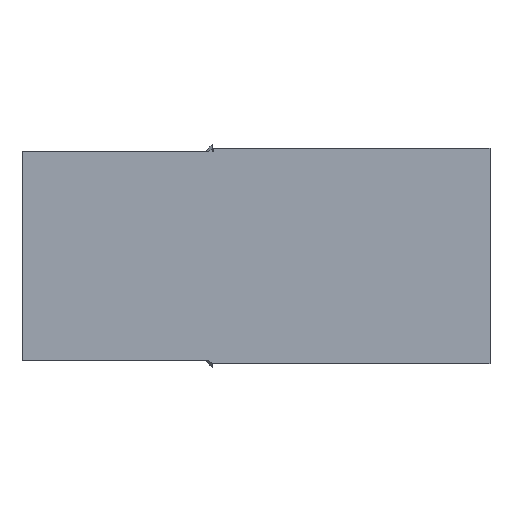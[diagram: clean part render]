
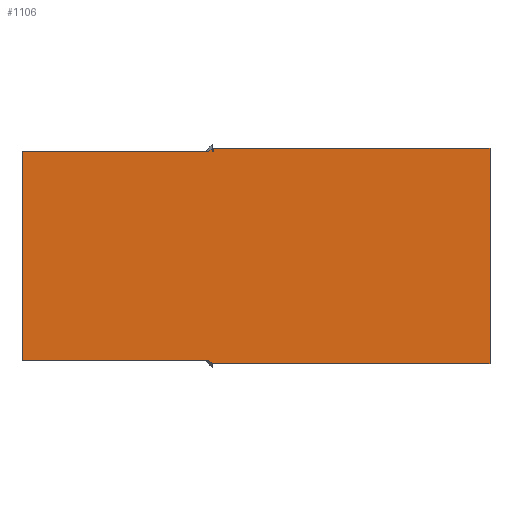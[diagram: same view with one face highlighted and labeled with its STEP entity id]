
A CAD part, front view. The second image highlights one B-rep face of the part: STEP entity #1106.
In plain terms, the highlighted planar face has unit normal (0, -1, 0).
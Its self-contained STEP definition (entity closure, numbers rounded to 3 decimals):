
#66=FACE_OUTER_BOUND('',#122,.T.);
#122=EDGE_LOOP('',(#940,#941,#942,#943,#944,#945,#946,#947,#948,#949,#950,
#951));
#136=LINE('',#1476,#288);
#144=LINE('',#1491,#296);
#149=LINE('',#1500,#301);
#158=LINE('',#1520,#310);
#171=LINE('',#1546,#323);
#172=LINE('',#1548,#324);
#177=LINE('',#1557,#329);
#180=LINE('',#1563,#332);
#189=LINE('',#1581,#341);
#264=LINE('',#1734,#416);
#272=LINE('',#1749,#424);
#273=LINE('',#1750,#425);
#288=VECTOR('',#1200,10.);
#296=VECTOR('',#1214,10.);
#301=VECTOR('',#1221,10.);
#310=VECTOR('',#1236,10.);
#323=VECTOR('',#1255,10.);
#324=VECTOR('',#1258,10.);
#329=VECTOR('',#1265,10.);
#332=VECTOR('',#1270,10.);
#341=VECTOR('',#1283,10.);
#416=VECTOR('',#1408,10.);
#424=VECTOR('',#1428,10.);
#425=VECTOR('',#1429,10.);
#440=VERTEX_POINT('',#1474);
#441=VERTEX_POINT('',#1475);
#445=VERTEX_POINT('',#1490);
#448=VERTEX_POINT('',#1498);
#455=VERTEX_POINT('',#1517);
#456=VERTEX_POINT('',#1519);
#465=VERTEX_POINT('',#1542);
#466=VERTEX_POINT('',#1544);
#469=VERTEX_POINT('',#1555);
#471=VERTEX_POINT('',#1561);
#478=VERTEX_POINT('',#1579);
#531=VERTEX_POINT('',#1732);
#542=EDGE_CURVE('',#440,#441,#136,.T.);
#550=EDGE_CURVE('',#445,#440,#144,.T.);
#555=EDGE_CURVE('',#441,#448,#149,.T.);
#564=EDGE_CURVE('',#455,#456,#158,.T.);
#577=EDGE_CURVE('',#466,#465,#171,.T.);
#578=EDGE_CURVE('',#456,#466,#172,.T.);
#583=EDGE_CURVE('',#469,#448,#177,.T.);
#586=EDGE_CURVE('',#471,#469,#180,.T.);
#595=EDGE_CURVE('',#471,#478,#189,.T.);
#672=EDGE_CURVE('',#478,#531,#264,.T.);
#680=EDGE_CURVE('',#531,#465,#272,.T.);
#681=EDGE_CURVE('',#445,#455,#273,.T.);
#940=ORIENTED_EDGE('',*,*,#555,.T.);
#941=ORIENTED_EDGE('',*,*,#583,.F.);
#942=ORIENTED_EDGE('',*,*,#586,.F.);
#943=ORIENTED_EDGE('',*,*,#595,.T.);
#944=ORIENTED_EDGE('',*,*,#672,.T.);
#945=ORIENTED_EDGE('',*,*,#680,.T.);
#946=ORIENTED_EDGE('',*,*,#577,.F.);
#947=ORIENTED_EDGE('',*,*,#578,.F.);
#948=ORIENTED_EDGE('',*,*,#564,.F.);
#949=ORIENTED_EDGE('',*,*,#681,.F.);
#950=ORIENTED_EDGE('',*,*,#550,.T.);
#951=ORIENTED_EDGE('',*,*,#542,.T.);
#1052=PLANE('',#1178);
#1106=ADVANCED_FACE('',(#66),#1052,.T.);
#1178=AXIS2_PLACEMENT_3D('',#1748,#1426,#1427);
#1200=DIRECTION('',(0.,0.,-1.));
#1214=DIRECTION('',(-1.,0.,0.));
#1221=DIRECTION('',(-1.,0.,0.));
#1236=DIRECTION('',(-1.,0.,0.));
#1255=DIRECTION('',(-0.707,0.,0.707));
#1258=DIRECTION('',(0.,0.,-1.));
#1265=DIRECTION('',(0.,0.,-1.));
#1270=DIRECTION('',(0.707,0.,0.707));
#1283=DIRECTION('',(-1.,0.,0.));
#1408=DIRECTION('',(0.,0.,-1.));
#1426=DIRECTION('center_axis',(0.,-1.,0.));
#1427=DIRECTION('ref_axis',(0.,0.,-1.));
#1428=DIRECTION('',(1.,0.,0.));
#1429=DIRECTION('',(0.,0.,-1.));
#1474=CARTESIAN_POINT('',(-30.45,-1.,7.158));
#1475=CARTESIAN_POINT('',(-30.45,-1.,6.658));
#1476=CARTESIAN_POINT('',(-30.45,-1.,6.658));
#1490=CARTESIAN_POINT('',(9.35,-1.,7.158));
#1491=CARTESIAN_POINT('',(9.35,-1.,7.158));
#1498=CARTESIAN_POINT('',(-30.65,-1.,6.658));
#1500=CARTESIAN_POINT('',(9.35,-1.,6.658));
#1517=CARTESIAN_POINT('',(9.35,-1.,-23.942));
#1519=CARTESIAN_POINT('',(-30.65,-1.,-23.942));
#1520=CARTESIAN_POINT('',(9.35,-1.,-23.942));
#1542=CARTESIAN_POINT('',(-31.155,-1.,-23.442));
#1544=CARTESIAN_POINT('',(-30.65,-1.,-23.947));
#1546=CARTESIAN_POINT('',(-35.04,-1.,-19.557));
#1548=CARTESIAN_POINT('',(-30.65,-1.,-16.417));
#1555=CARTESIAN_POINT('',(-30.65,-1.,7.163));
#1557=CARTESIAN_POINT('',(-30.65,-1.,-0.867));
#1561=CARTESIAN_POINT('',(-31.155,-1.,6.658));
#1563=CARTESIAN_POINT('',(-34.54,-1.,3.273));
#1579=CARTESIAN_POINT('',(-58.05,-1.,6.658));
#1581=CARTESIAN_POINT('',(9.35,-1.,6.658));
#1732=CARTESIAN_POINT('',(-58.05,-1.,-23.442));
#1734=CARTESIAN_POINT('',(-58.05,-1.,6.658));
#1748=CARTESIAN_POINT('Origin',(-24.35,-1.,-8.392));
#1749=CARTESIAN_POINT('',(-58.05,-1.,-23.442));
#1750=CARTESIAN_POINT('',(9.35,-1.,-23.442));
